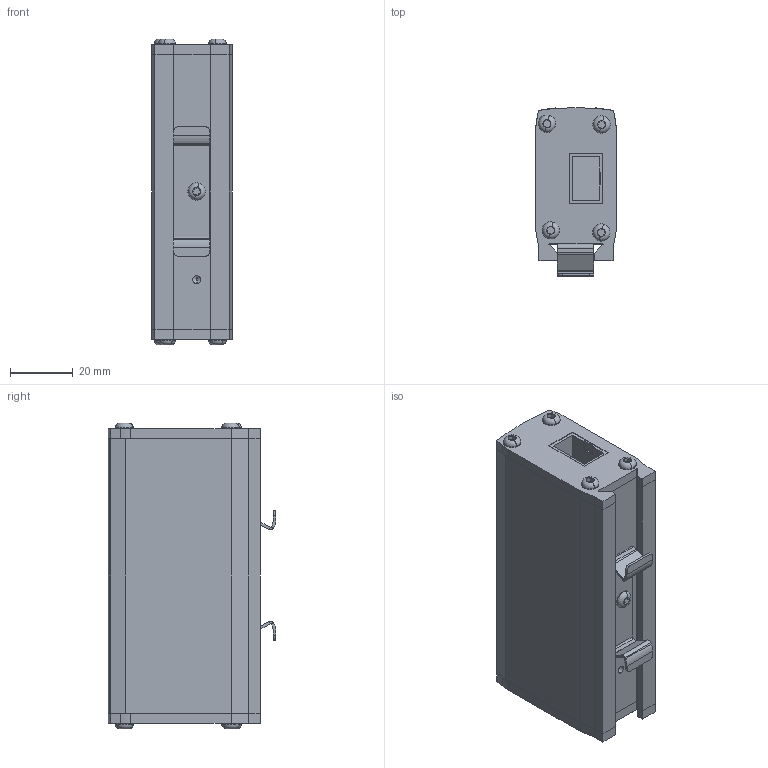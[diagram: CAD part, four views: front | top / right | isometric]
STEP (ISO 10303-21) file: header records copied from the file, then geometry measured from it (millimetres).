
FILE_DESCRIPTION (( 'STEP AP214' ), '1' );
FILE_NAME ('5081800.stp', '2017-08-08T07:12:05', ( '' ), ( '' ), 'SwSTEP 2.0', 'SolidWorks 2016', '' );
FILE_SCHEMA (( 'AUTOMOTIVE_DESIGN' ));
Length unit declared in the file: millimetre
Products named in the file (5): Schraube; Klammer; Gehouse 37092970; Deckel links; 5081800
Assembly tree (13 placements, depth 2):
  5081800
    Deckel links  x2
    Gehouse 37092970
    Klammer
    Schraube  x9
Bounding box: 25.53 x 53.37 x 97.2 mm (x, y, z)
Volume: 104507.3 mm3; surface area: 26404.9 mm2
Topology: 13 solids, 13 shells, 413 faces, 944 edges, 568 vertices
Faces by surface type: plane 273, cylinder 100, cone 22, torus 18
Entity records: 5899 total; most frequent: DIRECTION 1003, CARTESIAN_POINT 965, ORIENTED_EDGE 934, EDGE_CURVE 467, LINE 347, VECTOR 347, AXIS2_PLACEMENT_3D 328, VERTEX_POINT 290
